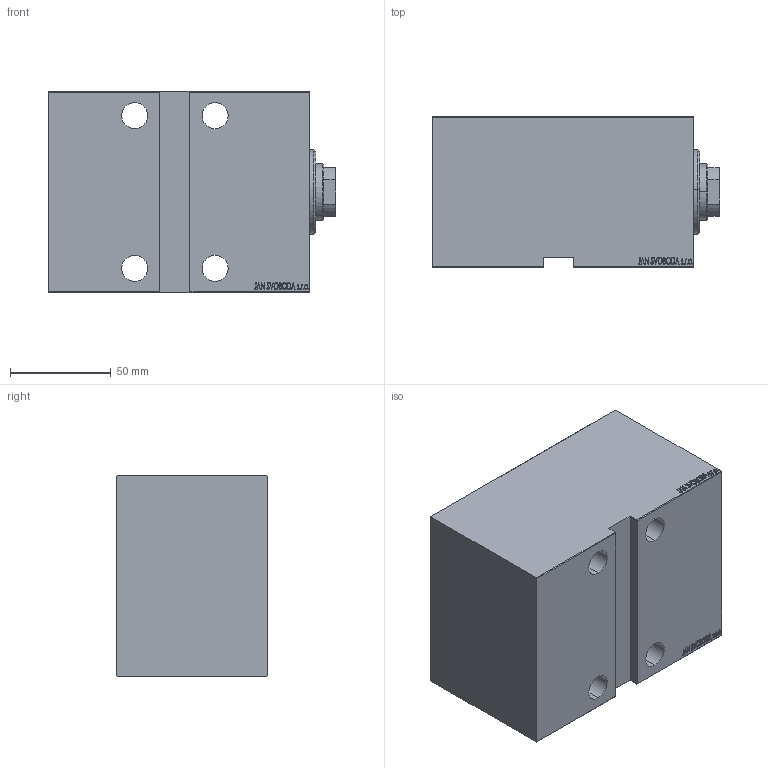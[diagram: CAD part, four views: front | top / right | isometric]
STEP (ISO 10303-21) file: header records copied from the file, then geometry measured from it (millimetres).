
FILE_DESCRIPTION (( 'STEP AP203' ), '1' );
FILE_NAME ('984a.STEP', '2021-11-02T04:05:53', ( '' ), ( '' ), 'SwSTEP 2.0', 'SolidWorks 2019', '' );
FILE_SCHEMA (( 'CONFIG_CONTROL_DESIGN' ));
Length unit declared in the file: millimetre
Products named in the file (4): V450CM_G 021106992935cf07dab6b2d5a03cfd7f; V450CM_G_VCP 021106992935cf07dab6b2d5a03cfd7f; V450CM_VC_G 021106992935cf07dab6b2d5a03cfd7f; 984a
Assembly tree (3 placements, depth 2):
  984a
    V450CM_G 021106992935cf07dab6b2d5a03cfd7f
    V450CM_G_VCP 021106992935cf07dab6b2d5a03cfd7f
    V450CM_VC_G 021106992935cf07dab6b2d5a03cfd7f
Bounding box: 143 x 75 x 100 mm (x, y, z)
Volume: 780776 mm3; surface area: 120234.1 mm2
Topology: 3 solids, 3 shells, 840 faces, 2166 edges, 1437 vertices
Faces by surface type: plane 406, bspline 380, cylinder 40, cone 14
Entity records: 42686 total; most frequent: CARTESIAN_POINT 24307, ORIENTED_EDGE 4328, DIRECTION 2424, EDGE_CURVE 2164, VERTEX_POINT 1437, LINE 1300, VECTOR 1300, EDGE_LOOP 957
